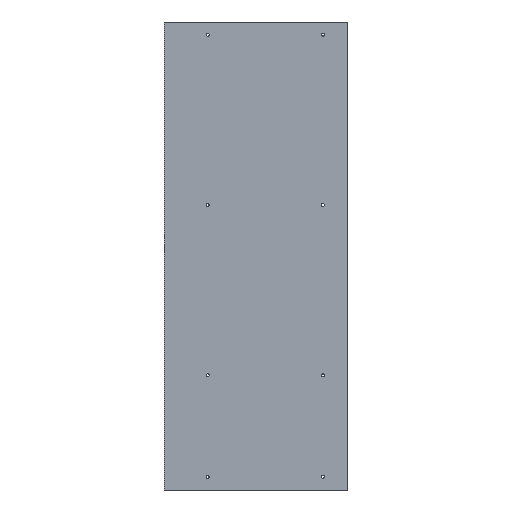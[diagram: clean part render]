
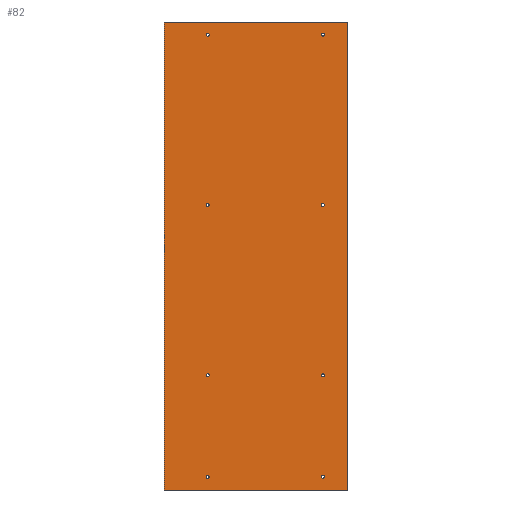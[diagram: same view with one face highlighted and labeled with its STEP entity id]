
A CAD part, left-side view. The second image highlights one B-rep face of the part: STEP entity #82.
In plain terms, the highlighted planar face has unit normal (-1, 0, 0).
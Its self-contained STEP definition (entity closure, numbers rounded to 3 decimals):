
#82=ADVANCED_FACE('',(#196,#197,#198,#199,#200,#201,#202,#203,#204),#205,.T.);
#196=FACE_BOUND('',#383,.T.);
#197=FACE_BOUND('',#384,.T.);
#198=FACE_BOUND('',#385,.T.);
#199=FACE_BOUND('',#386,.T.);
#200=FACE_BOUND('',#387,.T.);
#201=FACE_BOUND('',#388,.T.);
#202=FACE_BOUND('',#389,.T.);
#203=FACE_BOUND('',#390,.T.);
#204=FACE_OUTER_BOUND('',#391,.T.);
#205=PLANE('',#392);
#383=EDGE_LOOP('',(#588));
#384=EDGE_LOOP('',(#589));
#385=EDGE_LOOP('',(#590));
#386=EDGE_LOOP('',(#591));
#387=EDGE_LOOP('',(#592));
#388=EDGE_LOOP('',(#593));
#389=EDGE_LOOP('',(#594));
#390=EDGE_LOOP('',(#595));
#391=EDGE_LOOP('',(#596,#597,#598,#599));
#392=AXIS2_PLACEMENT_3D('',#600,#601,#602);
#588=ORIENTED_EDGE('',*,*,#885,.T.);
#589=ORIENTED_EDGE('',*,*,#886,.T.);
#590=ORIENTED_EDGE('',*,*,#887,.T.);
#591=ORIENTED_EDGE('',*,*,#888,.T.);
#592=ORIENTED_EDGE('',*,*,#889,.T.);
#593=ORIENTED_EDGE('',*,*,#890,.T.);
#594=ORIENTED_EDGE('',*,*,#891,.T.);
#595=ORIENTED_EDGE('',*,*,#892,.T.);
#596=ORIENTED_EDGE('',*,*,#883,.F.);
#597=ORIENTED_EDGE('',*,*,#893,.F.);
#598=ORIENTED_EDGE('',*,*,#866,.F.);
#599=ORIENTED_EDGE('',*,*,#874,.F.);
#600=CARTESIAN_POINT('',(-502.5,17.5,390.0));
#601=DIRECTION('',(-1.0,0.0,0.0));
#602=DIRECTION('',(0.0,0.0,-1.0));
#866=EDGE_CURVE('',#984,#986,#987,.T.);
#874=EDGE_CURVE('',#999,#984,#1001,.T.);
#883=EDGE_CURVE('',#1012,#999,#1014,.T.);
#885=EDGE_CURVE('',#1016,#1016,#1017,.T.);
#886=EDGE_CURVE('',#1018,#1018,#1019,.T.);
#887=EDGE_CURVE('',#1020,#1020,#1021,.T.);
#888=EDGE_CURVE('',#1022,#1022,#1023,.T.);
#889=EDGE_CURVE('',#1024,#1024,#1025,.T.);
#890=EDGE_CURVE('',#1026,#1026,#1027,.T.);
#891=EDGE_CURVE('',#1028,#1028,#1029,.T.);
#892=EDGE_CURVE('',#1030,#1030,#1031,.T.);
#893=EDGE_CURVE('',#986,#1012,#1032,.T.);
#984=VERTEX_POINT('',#1160);
#986=VERTEX_POINT('',#1163);
#987=LINE('',#1164,#1165);
#999=VERTEX_POINT('',#1182);
#1001=LINE('',#1185,#1186);
#1012=VERTEX_POINT('',#1202);
#1014=LINE('',#1205,#1206);
#1016=VERTEX_POINT('',#1208);
#1017=CIRCLE('',#1209,2.5);
#1018=VERTEX_POINT('',#1210);
#1019=CIRCLE('',#1211,2.5);
#1020=VERTEX_POINT('',#1212);
#1021=CIRCLE('',#1213,2.5);
#1022=VERTEX_POINT('',#1214);
#1023=CIRCLE('',#1215,2.5);
#1024=VERTEX_POINT('',#1216);
#1025=CIRCLE('',#1217,2.5);
#1026=VERTEX_POINT('',#1218);
#1027=CIRCLE('',#1219,2.5);
#1028=VERTEX_POINT('',#1220);
#1029=CIRCLE('',#1221,2.5);
#1030=VERTEX_POINT('',#1222);
#1031=CIRCLE('',#1223,2.5);
#1032=LINE('',#1224,#1225);
#1160=CARTESIAN_POINT('',(-502.5,-135.0,780.0));
#1163=CARTESIAN_POINT('',(-502.5,-135.0,0.0));
#1164=CARTESIAN_POINT('',(-502.5,-135.0,390.0));
#1165=VECTOR('',#1371,1.0);
#1182=CARTESIAN_POINT('',(-502.5,170.0,780.0));
#1185=CARTESIAN_POINT('',(-502.5,17.5,780.0));
#1186=VECTOR('',#1378,1.0);
#1202=CARTESIAN_POINT('',(-502.5,170.0,0.0));
#1205=CARTESIAN_POINT('',(-502.5,170.0,390.0));
#1206=VECTOR('',#1385,1.0);
#1208=CARTESIAN_POINT('',(-502.5,100.5,759.0));
#1209=AXIS2_PLACEMENT_3D('',#1386,#1387,#1388);
#1210=CARTESIAN_POINT('',(-502.5,-91.5,759.0));
#1211=AXIS2_PLACEMENT_3D('',#1389,#1390,#1391);
#1212=CARTESIAN_POINT('',(-502.5,100.5,22.0));
#1213=AXIS2_PLACEMENT_3D('',#1392,#1393,#1394);
#1214=CARTESIAN_POINT('',(-502.5,-91.5,22.0));
#1215=AXIS2_PLACEMENT_3D('',#1395,#1396,#1397);
#1216=CARTESIAN_POINT('',(-502.5,100.5,191.0));
#1217=AXIS2_PLACEMENT_3D('',#1398,#1399,#1400);
#1218=CARTESIAN_POINT('',(-502.5,-91.5,191.0));
#1219=AXIS2_PLACEMENT_3D('',#1401,#1402,#1403);
#1220=CARTESIAN_POINT('',(-502.5,100.5,475.0));
#1221=AXIS2_PLACEMENT_3D('',#1404,#1405,#1406);
#1222=CARTESIAN_POINT('',(-502.5,-91.5,475.0));
#1223=AXIS2_PLACEMENT_3D('',#1407,#1408,#1409);
#1224=CARTESIAN_POINT('',(-502.5,17.5,0.0));
#1225=VECTOR('',#1410,1.0);
#1371=DIRECTION('',(0.0,0.0,-1.0));
#1378=DIRECTION('',(0.0,-1.0,0.0));
#1385=DIRECTION('',(0.0,0.0,1.0));
#1386=CARTESIAN_POINT('',(-502.5,98.0,759.0));
#1387=DIRECTION('',(1.0,0.,0.));
#1388=DIRECTION('',(0.,1.0,0.));
#1389=CARTESIAN_POINT('',(-502.5,-94.0,759.0));
#1390=DIRECTION('',(1.0,0.,0.));
#1391=DIRECTION('',(0.,1.0,0.));
#1392=CARTESIAN_POINT('',(-502.5,98.0,22.0));
#1393=DIRECTION('',(1.0,0.,0.));
#1394=DIRECTION('',(0.,1.0,0.));
#1395=CARTESIAN_POINT('',(-502.5,-94.0,22.0));
#1396=DIRECTION('',(1.0,0.,0.));
#1397=DIRECTION('',(0.,1.0,0.));
#1398=CARTESIAN_POINT('',(-502.5,98.0,191.0));
#1399=DIRECTION('',(1.0,0.,0.));
#1400=DIRECTION('',(0.,1.0,0.));
#1401=CARTESIAN_POINT('',(-502.5,-94.0,191.0));
#1402=DIRECTION('',(1.0,0.,0.));
#1403=DIRECTION('',(0.,1.0,0.));
#1404=CARTESIAN_POINT('',(-502.5,98.0,475.0));
#1405=DIRECTION('',(1.0,0.,0.));
#1406=DIRECTION('',(0.,1.0,0.));
#1407=CARTESIAN_POINT('',(-502.5,-94.0,475.0));
#1408=DIRECTION('',(1.0,0.,0.));
#1409=DIRECTION('',(0.,1.0,0.));
#1410=DIRECTION('',(0.0,1.0,0.0));
